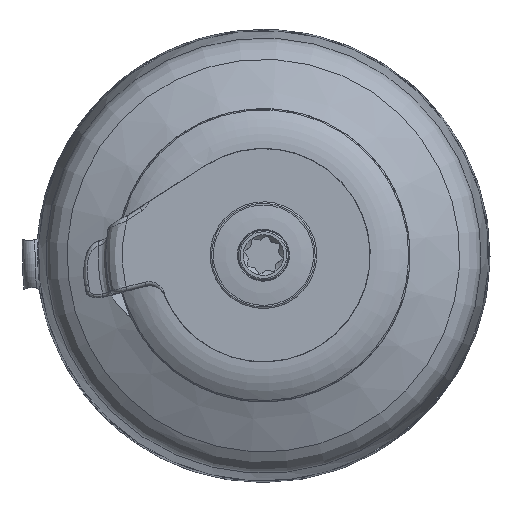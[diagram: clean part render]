
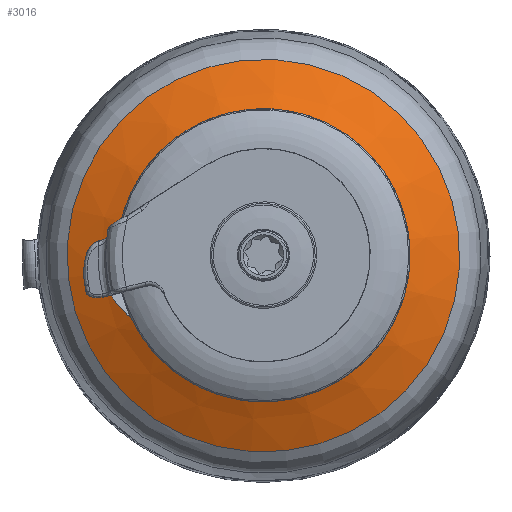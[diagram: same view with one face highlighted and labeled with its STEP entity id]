
A CAD part, top view. The second image highlights one B-rep face of the part: STEP entity #3016.
In plain terms, the highlighted conical face has half-angle 65.001 degrees and reference radius 104.392 mm.
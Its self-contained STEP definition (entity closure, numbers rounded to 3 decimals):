
#465=CONICAL_SURFACE('',#3294,104.392,65.001);
#576=FACE_BOUND('',#934,.T.);
#690=FACE_OUTER_BOUND('',#933,.T.);
#933=EDGE_LOOP('',(#2292));
#934=EDGE_LOOP('',(#2293));
#1151=CIRCLE('',#3293,83.548);
#1152=CIRCLE('',#3295,125.237);
#1373=VERTEX_POINT('',#4818);
#1374=VERTEX_POINT('',#4821);
#1712=EDGE_CURVE('',#1373,#1373,#1151,.T.);
#1713=EDGE_CURVE('',#1374,#1374,#1152,.T.);
#2292=ORIENTED_EDGE('',*,*,#1713,.F.);
#2293=ORIENTED_EDGE('',*,*,#1712,.T.);
#3016=ADVANCED_FACE('',(#690,#576),#465,.T.);
#3293=AXIS2_PLACEMENT_3D('',#4819,#3843,#3844);
#3294=AXIS2_PLACEMENT_3D('',#4820,#3845,#3846);
#3295=AXIS2_PLACEMENT_3D('',#4822,#3847,#3848);
#3843=DIRECTION('center_axis',(0.,0.,
-1.));
#3844=DIRECTION('ref_axis',(0.4,0.916,0.));
#3845=DIRECTION('center_axis',(0.,0.,
-1.));
#3846=DIRECTION('ref_axis',(-0.4,-0.916,0.));
#3847=DIRECTION('center_axis',(0.,0.,
-1.));
#3848=DIRECTION('ref_axis',(0.4,0.916,0.));
#4818=CARTESIAN_POINT('',(-33.436,-76.565,89.284));
#4819=CARTESIAN_POINT('Origin',(0.,0.,
89.284));
#4820=CARTESIAN_POINT('Origin',(0.,0.,
79.564));
#4821=CARTESIAN_POINT('',(-50.121,-114.77,69.845));
#4822=CARTESIAN_POINT('Origin',(0.,0.,
69.845));
